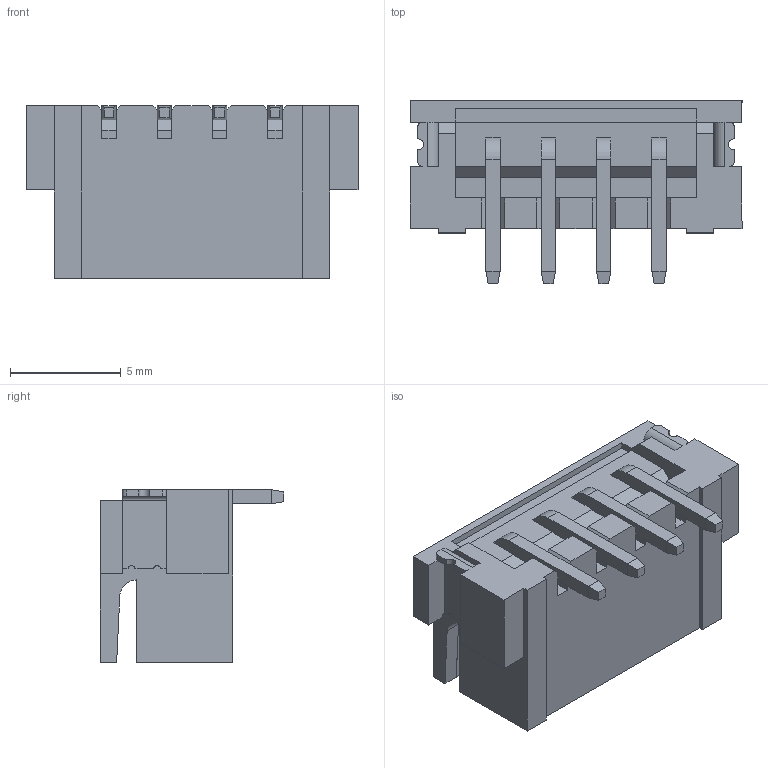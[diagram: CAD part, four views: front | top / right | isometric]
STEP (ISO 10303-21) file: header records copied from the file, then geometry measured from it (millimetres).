
FILE_DESCRIPTION (( 'STEP AP214' ), '1' );
FILE_NAME ('FWF25028-S04S24W5M-REF.STEP', '2024-09-03T00:57:56', ( '' ), ( '' ), 'SwSTEP 2.0', 'SolidWorks 2021', '' );
FILE_SCHEMA (( 'AUTOMOTIVE_DESIGN' ));
Length unit declared in the file: millimetre
Products named in the file (1): FWF25028-S04S24W5M-REF
Bounding box: 15 x 8.31 x 7.8 mm (x, y, z)
Volume: 309.5 mm3; surface area: 789.7 mm2
Topology: 1 solids, 1 shells, 289 faces, 797 edges, 498 vertices
Faces by surface type: plane 259, cylinder 30
Entity records: 9005 total; most frequent: ORIENTED_EDGE 1594, CARTESIAN_POINT 1585, DIRECTION 1445, EDGE_CURVE 797, VECTOR 729, LINE 729, VERTEX_POINT 498, AXIS2_PLACEMENT_3D 358
